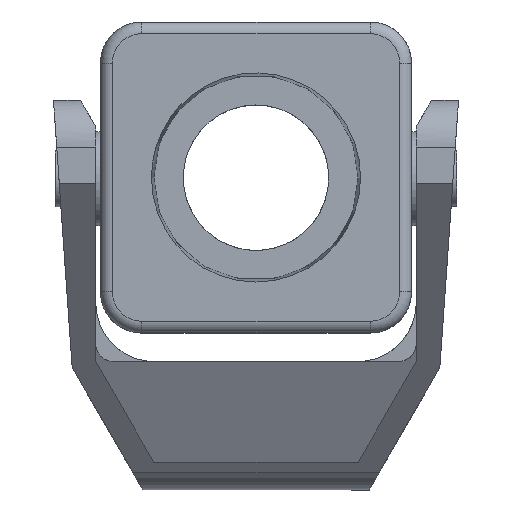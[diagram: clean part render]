
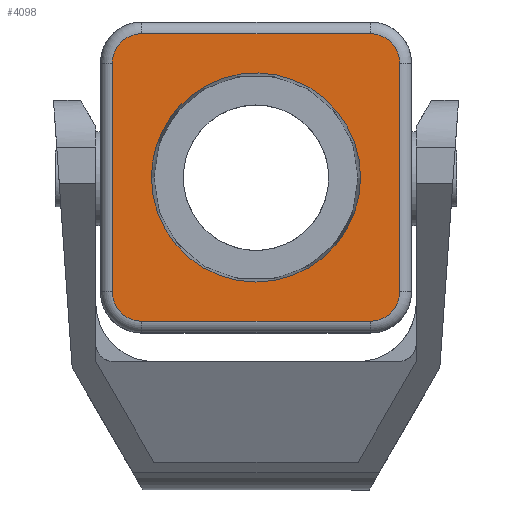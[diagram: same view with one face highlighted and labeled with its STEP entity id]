
A CAD part, top view. The second image highlights one B-rep face of the part: STEP entity #4098.
In plain terms, the highlighted face is planar.
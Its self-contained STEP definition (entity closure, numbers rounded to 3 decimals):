
#419=CIRCLE('',#4357,2.5);
#423=CIRCLE('',#4363,2.5);
#438=CIRCLE('',#4429,2.5);
#441=CIRCLE('',#4434,2.5);
#443=CIRCLE('',#4439,8.909);
#444=CIRCLE('',#4440,8.909);
#445=CIRCLE('',#4441,8.909);
#840=VERTEX_POINT('',#8307);
#841=VERTEX_POINT('',#8309);
#842=VERTEX_POINT('',#8313);
#843=VERTEX_POINT('',#8317);
#919=VERTEX_POINT('',#9731);
#945=VERTEX_POINT('',#12339);
#946=VERTEX_POINT('',#12343);
#947=VERTEX_POINT('',#12347);
#948=VERTEX_POINT('',#12355);
#949=VERTEX_POINT('',#12356);
#950=VERTEX_POINT('',#12358);
#1186=VECTOR('',#5088,1.);
#1288=VECTOR('',#5256,1.);
#1303=VECTOR('',#5308,1.);
#1305=VECTOR('',#5320,1.);
#1553=LINE('',#8314,#1186);
#1655=LINE('',#9730,#1288);
#1670=LINE('',#12342,#1303);
#1672=LINE('',#12352,#1305);
#2069=EDGE_CURVE('',#841,#840,#419,.T.);
#2072=EDGE_CURVE('',#840,#842,#1553,.T.);
#2074=EDGE_CURVE('',#843,#842,#423,.T.);
#2193=EDGE_CURVE('',#841,#919,#1655,.T.);
#2232=EDGE_CURVE('',#945,#919,#438,.T.);
#2234=EDGE_CURVE('',#945,#946,#1670,.T.);
#2236=EDGE_CURVE('',#946,#947,#441,.T.);
#2239=EDGE_CURVE('',#843,#947,#1672,.T.);
#2240=EDGE_CURVE('',#948,#949,#443,.T.);
#2241=EDGE_CURVE('',#950,#948,#444,.T.);
#2242=EDGE_CURVE('',#949,#950,#445,.T.);
#3234=ORIENTED_EDGE('',*,*,#2240,.F.);
#3235=ORIENTED_EDGE('',*,*,#2241,.F.);
#3236=ORIENTED_EDGE('',*,*,#2242,.F.);
#3237=ORIENTED_EDGE('',*,*,#2232,.T.);
#3238=ORIENTED_EDGE('',*,*,#2193,.F.);
#3239=ORIENTED_EDGE('',*,*,#2069,.T.);
#3240=ORIENTED_EDGE('',*,*,#2072,.T.);
#3241=ORIENTED_EDGE('',*,*,#2074,.F.);
#3242=ORIENTED_EDGE('',*,*,#2239,.T.);
#3243=ORIENTED_EDGE('',*,*,#2236,.F.);
#3244=ORIENTED_EDGE('',*,*,#2234,.F.);
#3665=EDGE_LOOP('',(#3234,#3235,#3236));
#3666=EDGE_LOOP('',(#3237,#3238,#3239,#3240,#3241,#3242,#3243,#3244));
#3886=FACE_BOUND('',#3665,.T.);
#3887=FACE_BOUND('',#3666,.T.);
#4098=ADVANCED_FACE('',(#3886,#3887),#12796,.F.);
#4357=AXIS2_PLACEMENT_3D('',#8308,#5080,#5081);
#4363=AXIS2_PLACEMENT_3D('',#8318,#5092,#5093);
#4429=AXIS2_PLACEMENT_3D('',#12338,#5302,#5303);
#4434=AXIS2_PLACEMENT_3D('',#12346,#5312,#5313);
#4438=AXIS2_PLACEMENT_3D('',#12353,#5321,$);
#4439=AXIS2_PLACEMENT_3D('',#12354,#5322,#5323);
#4440=AXIS2_PLACEMENT_3D('',#12357,#5324,#5325);
#4441=AXIS2_PLACEMENT_3D('',#12359,#5326,#5327);
#5080=DIRECTION('',(0.,0.,-1.));
#5081=DIRECTION('',(0.,2.5,0.));
#5088=DIRECTION('',(0.,1.,0.));
#5092=DIRECTION('',(0.,0.,1.));
#5093=DIRECTION('',(0.,-2.5,0.));
#5256=DIRECTION('',(1.,0.,0.));
#5302=DIRECTION('',(0.,0.,-1.));
#5303=DIRECTION('',(0.,2.5,0.));
#5308=DIRECTION('',(0.,1.,0.));
#5312=DIRECTION('',(0.,0.,1.));
#5313=DIRECTION('',(0.,-2.5,0.));
#5320=DIRECTION('',(1.,0.,0.));
#5321=DIRECTION('',(0.,0.,1.));
#5322=DIRECTION('',(0.,0.,-1.));
#5323=DIRECTION('',(8.909,0.,0.));
#5324=DIRECTION('',(0.,0.,-1.));
#5325=DIRECTION('',(8.909,0.,0.));
#5326=DIRECTION('',(0.,0.,-1.));
#5327=DIRECTION('',(8.909,0.,0.));
#8307=CARTESIAN_POINT('',(35.213,20.25,23.5));
#8308=CARTESIAN_POINT('',(37.713,20.25,23.5));
#8309=CARTESIAN_POINT('',(37.713,17.75,23.5));
#8313=CARTESIAN_POINT('',(35.213,39.75,23.5));
#8314=CARTESIAN_POINT('',(35.213,20.25,23.5));
#8317=CARTESIAN_POINT('',(37.713,42.25,23.5));
#8318=CARTESIAN_POINT('',(37.713,39.75,23.5));
#9730=CARTESIAN_POINT('',(37.713,17.75,23.5));
#9731=CARTESIAN_POINT('',(57.213,17.75,23.5));
#12338=CARTESIAN_POINT('',(57.213,20.25,23.5));
#12339=CARTESIAN_POINT('',(59.713,20.25,23.5));
#12342=CARTESIAN_POINT('',(59.713,20.25,23.5));
#12343=CARTESIAN_POINT('',(59.713,39.75,23.5));
#12346=CARTESIAN_POINT('',(57.213,39.75,23.5));
#12347=CARTESIAN_POINT('',(57.213,42.25,23.5));
#12352=CARTESIAN_POINT('',(37.713,42.25,23.5));
#12353=CARTESIAN_POINT('',(68.763,57.056,23.5));
#12354=CARTESIAN_POINT('',(47.463,30.,23.5));
#12355=CARTESIAN_POINT('',(56.373,30.,23.5));
#12356=CARTESIAN_POINT('',(40.898,23.977,23.5));
#12357=CARTESIAN_POINT('',(47.463,30.,23.5));
#12358=CARTESIAN_POINT('',(38.554,30.,23.5));
#12359=CARTESIAN_POINT('',(47.463,30.,23.5));
#12796=PLANE('',#4438);
